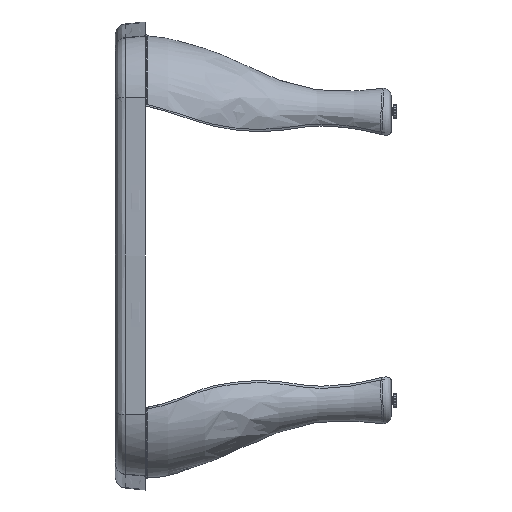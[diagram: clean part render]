
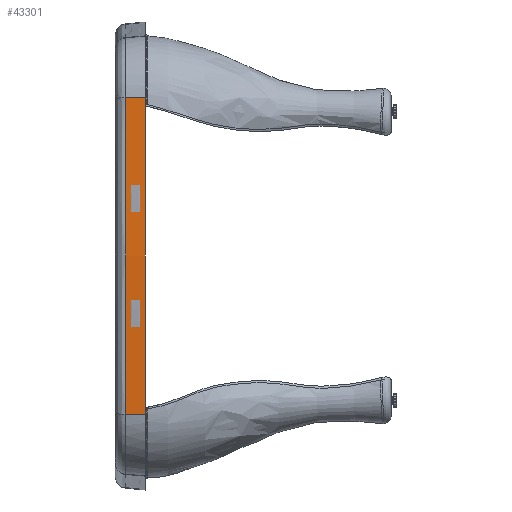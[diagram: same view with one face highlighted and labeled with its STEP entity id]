
A CAD part, left-side view. The second image highlights one B-rep face of the part: STEP entity #43301.
In plain terms, the highlighted free-form (B-spline) face has degree [3, 1] with [4, 2] control points.
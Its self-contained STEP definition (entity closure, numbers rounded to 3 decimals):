
#480 = CARTESIAN_POINT ( 'NONE',  ( -3219.134, 590.895, 204.228 ) ) ;
#933 = VECTOR ( 'NONE', #29016, 1000. ) ;
#1544 = CARTESIAN_POINT ( 'NONE',  ( -3219.134, -259.21, 204.228 ) ) ;
#2362 = FACE_OUTER_BOUND ( 'NONE', #60322, .T. ) ;
#2820 = ORIENTED_EDGE ( 'NONE', *, *, #16931, .T. ) ;
#2913 = CARTESIAN_POINT ( 'NONE',  ( -3222.623, -259.498, 164.228 ) ) ;
#3014 = VECTOR ( 'NONE', #18583, 1000. ) ;
#9822 = CARTESIAN_POINT ( 'NONE',  ( -3223.605, -135.242, 216.843 ) ) ;
#10193 = CARTESIAN_POINT ( 'NONE',  ( -3218.942, -241.428, 216.843 ) ) ;
#10371 = B_SPLINE_CURVE_WITH_KNOTS ( 'NONE', 3,
 ( #15609, #10193, #65228, #59434, #9822, #16944, #22741, #31902, #21396, #54010, #64876, #32271, #54368, #71000, #36988, #44467, #21041, #15253 ),
 .UNSPECIFIED., .F., .F.,
 ( 4, 2, 1, 2, 2, 2, 1, 2, 2, 4 ),
 ( 0., 0.053, 0.106, 0.213, 0.319, 0.425, 0.638, 0.744, 0.797, 0.85 ),
 .UNSPECIFIED. ) ;
#10511 = CARTESIAN_POINT ( 'NONE',  ( -3218.033, -259.119, 216.843 ) ) ;
#10897 = VERTEX_POINT ( 'NONE', #23803 ) ;
#13805 = LINE ( 'NONE', #18866, #933 ) ;
#14222 = CARTESIAN_POINT ( 'NONE',  ( -3219.134, -259.21, 204.228 ) ) ;
#14737 = EDGE_CURVE ( 'NONE', #28409, #10897, #37467, .T. ) ;
#14864 = CARTESIAN_POINT ( 'NONE',  ( -3237.203, 307.623, 164.228 ) ) ;
#15015 = CARTESIAN_POINT ( 'NONE',  ( -3222.623, 591.184, 164.228 ) ) ;
#15253 = CARTESIAN_POINT ( 'NONE',  ( -3218.033, 590.805, 216.843 ) ) ;
#15609 = CARTESIAN_POINT ( 'NONE',  ( -3218.033, -259.119, 216.843 ) ) ;
#16551 = ORIENTED_EDGE ( 'NONE', *, *, #17430, .T. ) ;
#16931 = EDGE_CURVE ( 'NONE', #10897, #59057, #13805, .T. ) ;
#16944 = CARTESIAN_POINT ( 'NONE',  ( -3225.311, -82.128, 216.843 ) ) ;
#17007 = CARTESIAN_POINT ( 'NONE',  ( -3218.033, -259.119, 216.843 ) ) ;
#17430 = EDGE_CURVE ( 'NONE', #59057, #46507, #66809, .T. ) ;
#17991 = CARTESIAN_POINT ( 'NONE',  ( -3222.623, -259.498, 164.228 ) ) ;
#18583 = DIRECTION ( 'NONE',  ( -0.087, -0.007, -0.996 ) ) ;
#18619 = VERTEX_POINT ( 'NONE', #17007 ) ;
#18866 = CARTESIAN_POINT ( 'NONE',  ( -3219.134, 590.895, 204.228 ) ) ;
#19187 = VECTOR ( 'NONE', #30488, 1000. ) ;
#20076 = CARTESIAN_POINT ( 'NONE',  ( -3222.623, -259.498, 164.228 ) ) ;
#21041 = CARTESIAN_POINT ( 'NONE',  ( -3218.942, 573.114, 216.843 ) ) ;
#21396 = CARTESIAN_POINT ( 'NONE',  ( -3228.726, 94.989, 216.843 ) ) ;
#22741 = CARTESIAN_POINT ( 'NONE',  ( -3227.132, -11.293, 216.843 ) ) ;
#23803 = CARTESIAN_POINT ( 'NONE',  ( -3218.033, 590.805, 216.843 ) ) ;
#24098 = CARTESIAN_POINT ( 'NONE',  ( -3215.644, -258.922, 244.228 ) ) ;
#28409 = VERTEX_POINT ( 'NONE', #60616 ) ;
#28552 = EDGE_CURVE ( 'NONE', #18619, #57827, #58047, .T. ) ;
#29016 = DIRECTION ( 'NONE',  ( -0.087, 0.007, -0.996 ) ) ;
#30345 = EDGE_CURVE ( 'NONE', #57827, #46507, #40325, .T. ) ;
#30488 = DIRECTION ( 'NONE',  ( -0.087, -0.007, -0.996 ) ) ;
#30939 = CARTESIAN_POINT ( 'NONE',  ( -3237.203, 24.063, 164.228 ) ) ;
#31588 = ORIENTED_EDGE ( 'NONE', *, *, #14737, .T. ) ;
#31902 = CARTESIAN_POINT ( 'NONE',  ( -3227.816, 24.134, 216.843 ) ) ;
#32271 = CARTESIAN_POINT ( 'NONE',  ( -3227.587, 342.984, 216.843 ) ) ;
#35584 = ORIENTED_EDGE ( 'NONE', *, *, #28552, .F. ) ;
#36988 = CARTESIAN_POINT ( 'NONE',  ( -3221.387, 520.021, 216.843 ) ) ;
#37467 = LINE ( 'NONE', #480, #65673 ) ;
#40325 = LINE ( 'NONE', #14222, #3014 ) ;
#43094 = CARTESIAN_POINT ( 'NONE',  ( -3237.203, 24.063, 164.228 ) ) ;
#43301 = ADVANCED_FACE ( 'NONE', ( #2362 ), #44070, .T. ) ;
#44070 = B_SPLINE_SURFACE_WITH_KNOTS ( 'NONE', 3, 1, ( 
 ( #24098, #20076 ),
 ( #64989, #30939 ),
 ( #64638, #53403 ),
 ( #53047, #15015 ) ),
 .UNSPECIFIED., .F., .F., .F.,
 ( 4, 4 ),
 ( 2, 2 ),
 ( 0., 1. ),
 ( 0., 1. ),
 .UNSPECIFIED. ) ;
#44467 = CARTESIAN_POINT ( 'NONE',  ( -3219.795, 555.417, 216.843 ) ) ;
#46507 = VERTEX_POINT ( 'NONE', #17991 ) ;
#51172 = ORIENTED_EDGE ( 'NONE', *, *, #71060, .T. ) ;
#53047 = CARTESIAN_POINT ( 'NONE',  ( -3215.644, 590.607, 244.228 ) ) ;
#53403 = CARTESIAN_POINT ( 'NONE',  ( -3237.203, 307.623, 164.228 ) ) ;
#54010 = CARTESIAN_POINT ( 'NONE',  ( -3228.954, 130.418, 216.843 ) ) ;
#54368 = CARTESIAN_POINT ( 'NONE',  ( -3224.174, 449.213, 216.843 ) ) ;
#57827 = VERTEX_POINT ( 'NONE', #10511 ) ;
#58047 = LINE ( 'NONE', #1544, #19187 ) ;
#59057 = VERTEX_POINT ( 'NONE', #68412 ) ;
#59434 = CARTESIAN_POINT ( 'NONE',  ( -3221.387, -188.338, 216.843 ) ) ;
#60322 = EDGE_LOOP ( 'NONE', ( #35584, #51172, #31588, #2820, #16551, #69737 ) ) ;
#60616 = CARTESIAN_POINT ( 'NONE',  ( -3218.033, 590.805, 216.843 ) ) ;
#64488 = CARTESIAN_POINT ( 'NONE',  ( -3222.623, 591.184, 164.228 ) ) ;
#64638 = CARTESIAN_POINT ( 'NONE',  ( -3230.196, 307.431, 244.228 ) ) ;
#64876 = CARTESIAN_POINT ( 'NONE',  ( -3228.954, 236.714, 216.843 ) ) ;
#64989 = CARTESIAN_POINT ( 'NONE',  ( -3230.196, 24.255, 244.228 ) ) ;
#65228 = CARTESIAN_POINT ( 'NONE',  ( -3219.795, -223.732, 216.843 ) ) ;
#65673 = VECTOR ( 'NONE', #66406, 1000. ) ;
#66406 = DIRECTION ( 'NONE',  ( -0.087, 0.007, -0.996 ) ) ;
#66809 = B_SPLINE_CURVE_WITH_KNOTS ( 'NONE', 3,
 ( #64488, #14864, #43094, #2913 ),
 .UNSPECIFIED., .F., .F.,
 ( 4, 4 ),
 ( 0., 1. ),
 .UNSPECIFIED. ) ;
#68412 = CARTESIAN_POINT ( 'NONE',  ( -3222.623, 591.184, 164.228 ) ) ;
#69737 = ORIENTED_EDGE ( 'NONE', *, *, #30345, .F. ) ;
#71000 = CARTESIAN_POINT ( 'NONE',  ( -3222.126, 502.321, 216.843 ) ) ;
#71060 = EDGE_CURVE ( 'NONE', #18619, #28409, #10371, .T. ) ;
